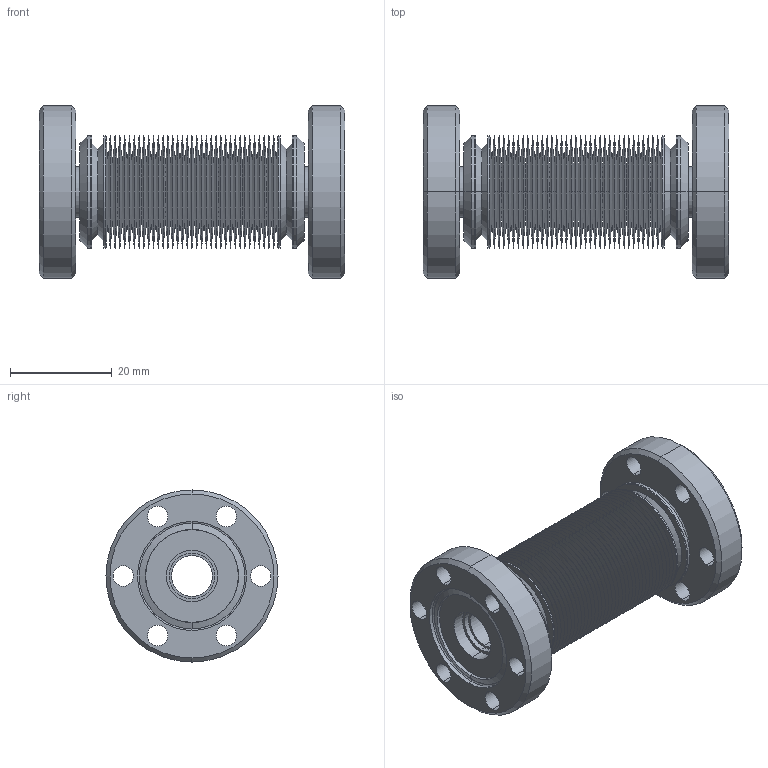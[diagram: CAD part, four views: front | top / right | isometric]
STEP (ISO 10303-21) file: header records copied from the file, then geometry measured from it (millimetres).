
FILE_DESCRIPTION( (''), '2;1');
FILE_NAME ('CAD714.6084.NCE234K_20483.stp','2016-05-18T16:52:09',(''),(''),'spGate 11.3.9','spGate','');
FILE_SCHEMA (('AUTOMOTIVE_DESIGN'));
Length unit declared in the file: millimetre
Products named in the file (8): Assembly; NCE234-Y; NCE234-1; NCE234-2; NCE234-3; NCE234-3_mr; NCE234K-2-1; NCE234K-2-2
Assembly tree (8 placements, depth 2):
  Assembly
    NCE234-Y  x2
    NCE234-1
    NCE234-2
    NCE234-3
    NCE234-3_mr
    NCE234K-2-1
    NCE234K-2-2
Bounding box: 60 x 33.8 x 33.8 mm (x, y, z)
Volume: 13242.8 mm3; surface area: 50559.7 mm2
Topology: 8 solids, 8 shells, 442 faces, 920 edges, 510 vertices
Faces by surface type: bspline 332, cylinder 78, plane 32
Entity records: 20029 total; most frequent: CARTESIAN_POINT 5184, ORIENTED_EDGE 1760, COLOUR_RGB 1309, PRESENTATION_STYLE_ASSIGNMENT 1309, STYLED_ITEM 1309, DIRECTION 1198, EDGE_CURVE 880, DRAUGHTING_PRE_DEFINED_CURVE_FONT 880
